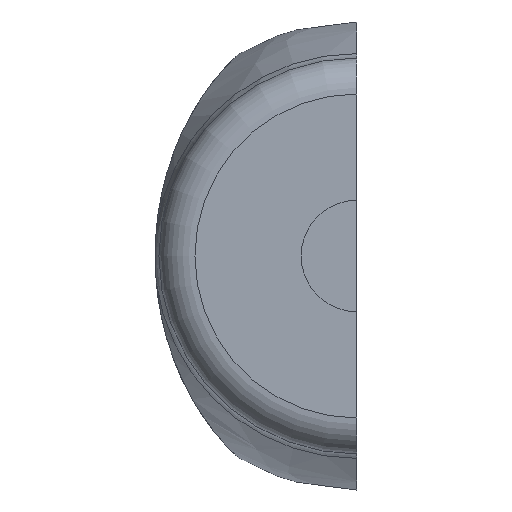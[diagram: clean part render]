
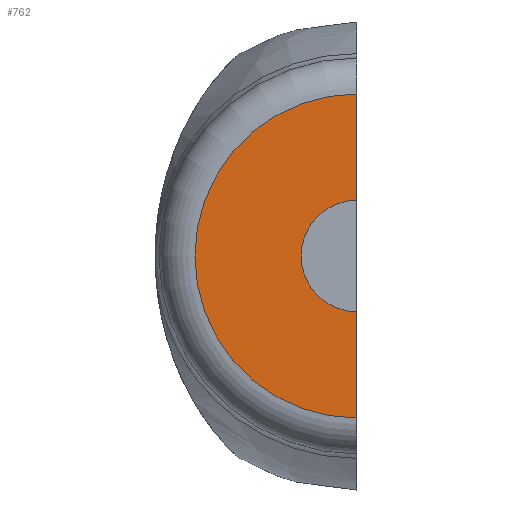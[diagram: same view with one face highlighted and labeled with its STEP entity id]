
A CAD part, left-side view. The second image highlights one B-rep face of the part: STEP entity #762.
In plain terms, the highlighted planar face has unit normal (-1, 0, 0).
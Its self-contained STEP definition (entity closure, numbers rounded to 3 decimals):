
#61=PLANE('',#862);
#97=FACE_OUTER_BOUND('',#144,.T.);
#144=EDGE_LOOP('',(#653,#654,#655,#656));
#180=LINE('',#1161,#240);
#192=LINE('',#1185,#252);
#240=VECTOR('',#927,10.);
#252=VECTOR('',#939,10.);
#321=CIRCLE('',#861,9.);
#322=CIRCLE('',#863,3.1);
#350=VERTEX_POINT('',#1158);
#351=VERTEX_POINT('',#1160);
#362=VERTEX_POINT('',#1182);
#363=VERTEX_POINT('',#1184);
#424=EDGE_CURVE('',#350,#351,#180,.T.);
#436=EDGE_CURVE('',#362,#363,#192,.T.);
#487=EDGE_CURVE('',#363,#350,#321,.T.);
#488=EDGE_CURVE('',#362,#351,#322,.T.);
#653=ORIENTED_EDGE('',*,*,#436,.F.);
#654=ORIENTED_EDGE('',*,*,#488,.T.);
#655=ORIENTED_EDGE('',*,*,#424,.F.);
#656=ORIENTED_EDGE('',*,*,#487,.F.);
#762=ADVANCED_FACE('',(#97),#61,.T.);
#861=AXIS2_PLACEMENT_3D('',#1370,#1052,#1053);
#862=AXIS2_PLACEMENT_3D('',#1371,#1054,#1055);
#863=AXIS2_PLACEMENT_3D('',#1372,#1056,#1057);
#927=DIRECTION('',(0.,0.,-1.));
#939=DIRECTION('',(0.,0.,-1.));
#1052=DIRECTION('center_axis',(1.,0.,0.));
#1053=DIRECTION('ref_axis',(0.,-1.,0.));
#1054=DIRECTION('center_axis',(-1.,0.,0.));
#1055=DIRECTION('ref_axis',(0.,0.,1.));
#1056=DIRECTION('center_axis',(1.,0.,0.));
#1057=DIRECTION('ref_axis',(0.,0.,1.));
#1158=CARTESIAN_POINT('',(-35.,0.,9.));
#1160=CARTESIAN_POINT('',(-35.,0.,3.1));
#1161=CARTESIAN_POINT('',(-35.,0.,0.));
#1182=CARTESIAN_POINT('',(-35.,0.,-3.1));
#1184=CARTESIAN_POINT('',(-35.,0.,-9.));
#1185=CARTESIAN_POINT('',(-35.,0.,0.));
#1370=CARTESIAN_POINT('Origin',(-35.,0.,0.));
#1371=CARTESIAN_POINT('Origin',(-35.,11.,0.));
#1372=CARTESIAN_POINT('Origin',(-35.,0.,0.));
